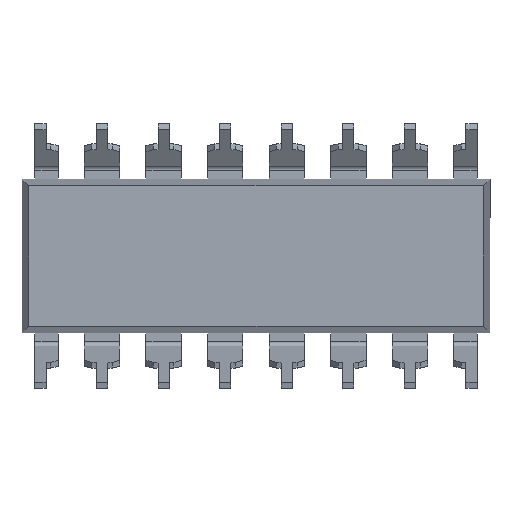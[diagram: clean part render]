
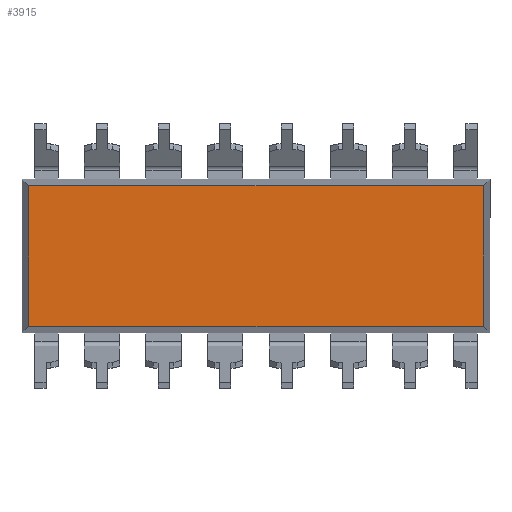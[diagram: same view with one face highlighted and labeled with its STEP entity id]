
A CAD part, front view. The second image highlights one B-rep face of the part: STEP entity #3915.
In plain terms, the highlighted planar face has unit normal (0, -1, 0).
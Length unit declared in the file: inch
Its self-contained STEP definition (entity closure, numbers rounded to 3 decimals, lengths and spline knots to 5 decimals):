
#40 = CARTESIAN_POINT ( 'NONE',  ( -0.36881, 0.02, -0.11381 ) ) ;
#185 = DIRECTION ( 'NONE',  ( 0., -1., 0. ) ) ;
#542 = ORIENTED_EDGE ( 'NONE', *, *, #2796, .T. ) ;
#805 = CARTESIAN_POINT ( 'NONE',  ( 0.36881, 0.02, -0.11381 ) ) ;
#822 = CARTESIAN_POINT ( 'NONE',  ( 0.36881, 0.02, 0.11381 ) ) ;
#878 = CARTESIAN_POINT ( 'NONE',  ( 0., 0.02, 0. ) ) ;
#920 = VERTEX_POINT ( 'NONE', #822 ) ;
#1269 = VECTOR ( 'NONE', #7003, 39.37008 ) ;
#1538 = CARTESIAN_POINT ( 'NONE',  ( 0.38, 0.02, 0.11381 ) ) ;
#1901 = EDGE_CURVE ( 'NONE', #2742, #4433, #4985, .T. ) ;
#2028 = EDGE_CURVE ( 'NONE', #4433, #3281, #5566, .T. ) ;
#2226 = VECTOR ( 'NONE', #6989, 39.37008 ) ;
#2304 = DIRECTION ( 'NONE',  ( 0., 0., -1. ) ) ;
#2742 = VERTEX_POINT ( 'NONE', #5800 ) ;
#2747 = ORIENTED_EDGE ( 'NONE', *, *, #1901, .T. ) ;
#2796 = EDGE_CURVE ( 'NONE', #3281, #920, #6051, .T. ) ;
#3250 = CARTESIAN_POINT ( 'NONE',  ( -0.38, 0.02, -0.11381 ) ) ;
#3281 = VERTEX_POINT ( 'NONE', #805 ) ;
#3374 = DIRECTION ( 'NONE',  ( -1., 0., 0. ) ) ;
#3836 = ORIENTED_EDGE ( 'NONE', *, *, #7816, .T. ) ;
#3915 = ADVANCED_FACE ( 'NONE', ( #5799 ), #5818, .T. ) ;
#3989 = DIRECTION ( 'NONE',  ( 0., 0., -1. ) ) ;
#4433 = VERTEX_POINT ( 'NONE', #40 ) ;
#4692 = CARTESIAN_POINT ( 'NONE',  ( -0.36881, 0.02, 0.125 ) ) ;
#4894 = VECTOR ( 'NONE', #2304, 39.37008 ) ;
#4985 = LINE ( 'NONE', #4692, #4894 ) ;
#5137 = ORIENTED_EDGE ( 'NONE', *, *, #2028, .T. ) ;
#5566 = LINE ( 'NONE', #3250, #1269 ) ;
#5749 = CARTESIAN_POINT ( 'NONE',  ( 0.36881, 0.02, -0.125 ) ) ;
#5799 = FACE_OUTER_BOUND ( 'NONE', #6288, .T. ) ;
#5800 = CARTESIAN_POINT ( 'NONE',  ( -0.36881, 0.02, 0.11381 ) ) ;
#5818 = PLANE ( 'NONE',  #6613 ) ;
#6051 = LINE ( 'NONE', #5749, #2226 ) ;
#6214 = VECTOR ( 'NONE', #3374, 39.37008 ) ;
#6288 = EDGE_LOOP ( 'NONE', ( #5137, #542, #3836, #2747 ) ) ;
#6399 = LINE ( 'NONE', #1538, #6214 ) ;
#6613 = AXIS2_PLACEMENT_3D ( 'NONE', #878, #185, #3989 ) ;
#6989 = DIRECTION ( 'NONE',  ( 0., 0., 1. ) ) ;
#7003 = DIRECTION ( 'NONE',  ( 1., 0., 0. ) ) ;
#7816 = EDGE_CURVE ( 'NONE', #920, #2742, #6399, .T. ) ;
